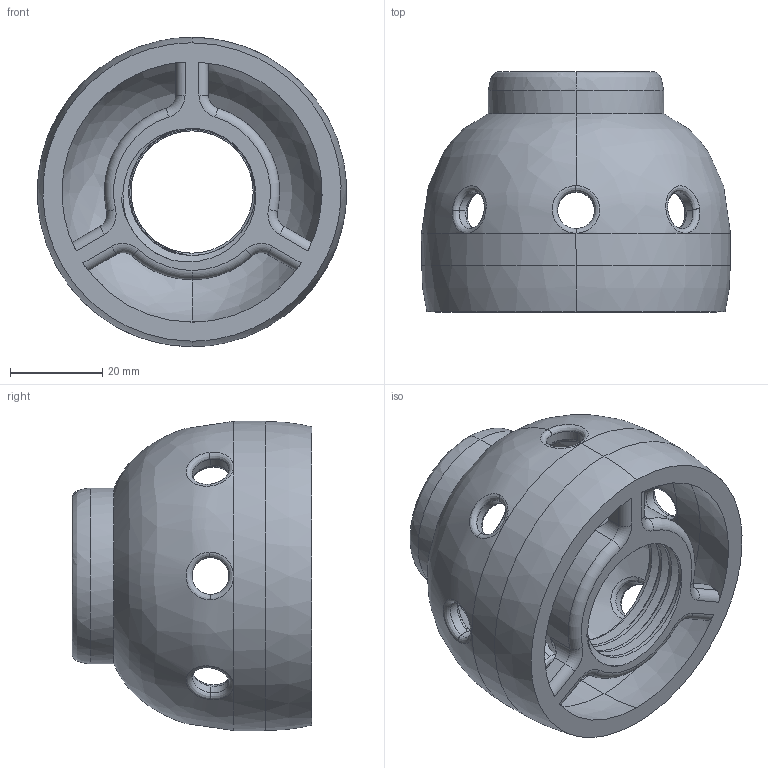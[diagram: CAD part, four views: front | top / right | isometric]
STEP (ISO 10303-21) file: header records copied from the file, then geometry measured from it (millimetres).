
FILE_DESCRIPTION (( 'STEP AP214' ), '1' );
FILE_NAME ('roundbodytop.STEP', '2024-07-23T15:59:30', ( '' ), ( '' ), 'SwSTEP 2.0', 'SolidWorks 2022', '' );
FILE_SCHEMA (( 'AUTOMOTIVE_DESIGN' ));
Length unit declared in the file: millimetre
Products named in the file (1): roundbodytop
Bounding box: 67 x 52 x 67 mm (x, y, z)
Volume: 43818.4 mm3; surface area: 24525.3 mm2
Topology: 1 solids, 1 shells, 129 faces, 404 edges, 259 vertices
Faces by surface type: cylinder 53, bspline 48, torus 14, plane 14
Entity records: 19922 total; most frequent: CARTESIAN_POINT 16927, ORIENTED_EDGE 808, EDGE_CURVE 404, DIRECTION 398, VERTEX_POINT 259, B_SPLINE_CURVE_WITH_KNOTS 218, AXIS2_PLACEMENT_3D 164, EDGE_LOOP 135
